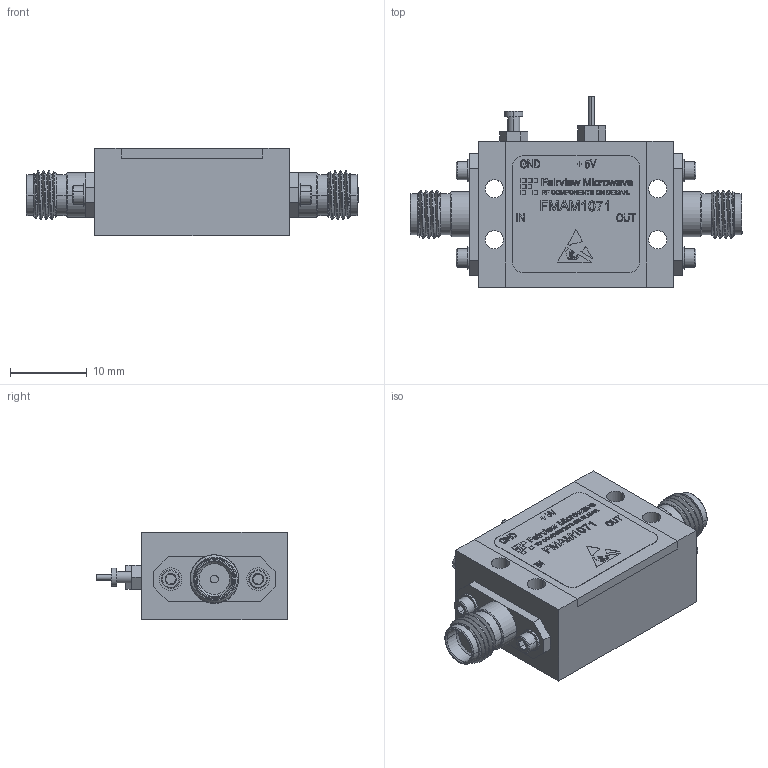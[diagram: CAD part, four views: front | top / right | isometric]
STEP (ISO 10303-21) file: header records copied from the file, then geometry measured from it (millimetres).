
FILE_DESCRIPTION (( 'STEP AP214' ), '1' );
FILE_NAME ('FMAM1071_3D.step', '2023-08-16T20:17:24', ( '' ), ( '' ), 'SwSTEP 2.0', 'SolidWorks 2022', '' );
FILE_SCHEMA (( 'AUTOMOTIVE_DESIGN' ));
Length unit declared in the file: inch
Products named in the file (1): FMAM1071_3D
Bounding box: 43.38 x 24.89 x 11.48 mm (x, y, z)
Volume: 5932.9 mm3; surface area: 3538.2 mm2
Topology: 2 solids, 8 shells, 1110 faces, 2850 edges, 1874 vertices
Faces by surface type: plane 680, bspline 259, cylinder 99, cone 72
Entity records: 50507 total; most frequent: CARTESIAN_POINT 25256, ORIENTED_EDGE 5700, DIRECTION 4188, EDGE_CURVE 2850, LINE 1976, VECTOR 1976, VERTEX_POINT 1874, EDGE_LOOP 1244
